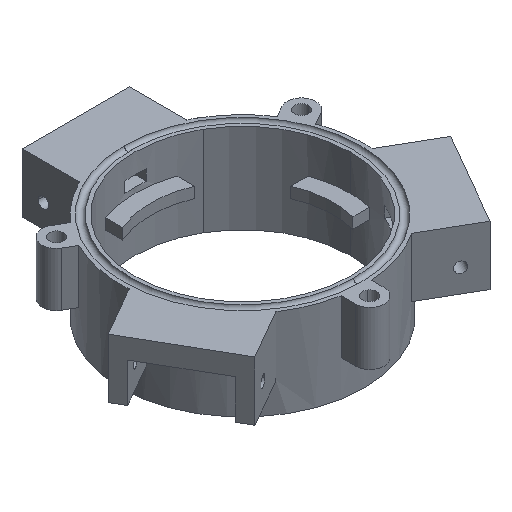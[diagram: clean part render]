
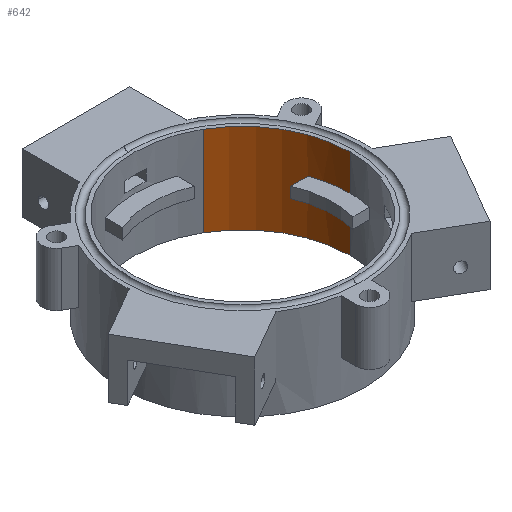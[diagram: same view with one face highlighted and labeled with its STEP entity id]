
A CAD part, isometric view. The second image highlights one B-rep face of the part: STEP entity #642.
In plain terms, the highlighted cylindrical face has radius 30 mm (diameter 60 mm), a partial arc.
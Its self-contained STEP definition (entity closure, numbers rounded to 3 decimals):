
#271=CARTESIAN_POINT('Axis2P3D Location',(0.,0.,11.89)) ;
#280=CARTESIAN_POINT('Vertex',(30.,0.,15.)) ;
#296=CARTESIAN_POINT('Vertex',(30.,0.,12.)) ;
#299=CARTESIAN_POINT('Line Origine',(30.,0.,11.89)) ;
#303=CARTESIAN_POINT('Vertex',(30.,0.,0.)) ;
#310=CARTESIAN_POINT('Vertex',(15.,25.981,0.)) ;
#313=CARTESIAN_POINT('Line Origine',(15.,25.981,11.89)) ;
#317=CARTESIAN_POINT('Vertex',(15.,25.981,25.)) ;
#324=CARTESIAN_POINT('Vertex',(30.,0.,25.)) ;
#327=CARTESIAN_POINT('Line Origine',(30.,0.,11.89)) ;
#603=CARTESIAN_POINT('Axis2P3D Location',(0.,0.,12.)) ;
#607=CARTESIAN_POINT('Vertex',(28.284,10.,12.)) ;
#610=CARTESIAN_POINT('Line Origine',(28.284,10.,11.89)) ;
#614=CARTESIAN_POINT('Vertex',(28.284,10.,15.)) ;
#617=CARTESIAN_POINT('Axis2P3D Location',(0.,0.,15.)) ;
#622=CARTESIAN_POINT('Axis2P3D Location',(0.,0.,25.)) ;
#627=CARTESIAN_POINT('Axis2P3D Location',(0.,0.,0.)) ;
#272=DIRECTION('Axis2P3D Direction',(0.,0.,1.)) ;
#273=DIRECTION('Axis2P3D XDirection',(1.,0.,0.)) ;
#300=DIRECTION('Vector Direction',(0.,0.,1.)) ;
#314=DIRECTION('Vector Direction',(0.,0.,1.)) ;
#328=DIRECTION('Vector Direction',(0.,0.,1.)) ;
#604=DIRECTION('Axis2P3D Direction',(0.,0.,1.)) ;
#611=DIRECTION('Vector Direction',(0.,0.,1.)) ;
#618=DIRECTION('Axis2P3D Direction',(0.,0.,1.)) ;
#623=DIRECTION('Axis2P3D Direction',(0.,0.,1.)) ;
#628=DIRECTION('Axis2P3D Direction',(0.,0.,1.)) ;
#274=AXIS2_PLACEMENT_3D('Cylinder Axis2P3D',#271,#272,#273) ;
#605=AXIS2_PLACEMENT_3D('Circle Axis2P3D',#603,#604,$) ;
#619=AXIS2_PLACEMENT_3D('Circle Axis2P3D',#617,#618,$) ;
#624=AXIS2_PLACEMENT_3D('Circle Axis2P3D',#622,#623,$) ;
#629=AXIS2_PLACEMENT_3D('Circle Axis2P3D',#627,#628,$) ;
#633=ORIENTED_EDGE('',*,*,#609,.F.) ;
#634=ORIENTED_EDGE('',*,*,#616,.F.) ;
#635=ORIENTED_EDGE('',*,*,#621,.T.) ;
#636=ORIENTED_EDGE('',*,*,#331,.T.) ;
#637=ORIENTED_EDGE('',*,*,#626,.T.) ;
#638=ORIENTED_EDGE('',*,*,#319,.F.) ;
#639=ORIENTED_EDGE('',*,*,#631,.F.) ;
#640=ORIENTED_EDGE('',*,*,#305,.T.) ;
#301=VECTOR('Line Direction',#300,1.) ;
#315=VECTOR('Line Direction',#314,1.) ;
#329=VECTOR('Line Direction',#328,1.) ;
#612=VECTOR('Line Direction',#611,1.) ;
#642=ADVANCED_FACE('PartBody',(#641),#275,.F.) ;
#606=CIRCLE('generated circle',#605,30.) ;
#620=CIRCLE('generated circle',#619,30.) ;
#625=CIRCLE('generated circle',#624,30.) ;
#630=CIRCLE('generated circle',#629,30.) ;
#275=CYLINDRICAL_SURFACE('generated cylinder',#274,30.) ;
#305=EDGE_CURVE('',#304,#297,#302,.T.) ;
#319=EDGE_CURVE('',#311,#318,#316,.T.) ;
#331=EDGE_CURVE('',#281,#325,#330,.T.) ;
#609=EDGE_CURVE('',#608,#297,#606,.F.) ;
#616=EDGE_CURVE('',#615,#608,#613,.F.) ;
#621=EDGE_CURVE('',#615,#281,#620,.F.) ;
#626=EDGE_CURVE('',#325,#318,#625,.T.) ;
#631=EDGE_CURVE('',#304,#311,#630,.T.) ;
#632=EDGE_LOOP('',(#633,#634,#635,#636,#637,#638,#639,#640)) ;
#641=FACE_OUTER_BOUND('',#632,.T.) ;
#302=LINE('Line',#299,#301) ;
#316=LINE('Line',#313,#315) ;
#330=LINE('Line',#327,#329) ;
#613=LINE('Line',#610,#612) ;
#281=VERTEX_POINT('',#280) ;
#297=VERTEX_POINT('',#296) ;
#304=VERTEX_POINT('',#303) ;
#311=VERTEX_POINT('',#310) ;
#318=VERTEX_POINT('',#317) ;
#325=VERTEX_POINT('',#324) ;
#608=VERTEX_POINT('',#607) ;
#615=VERTEX_POINT('',#614) ;
